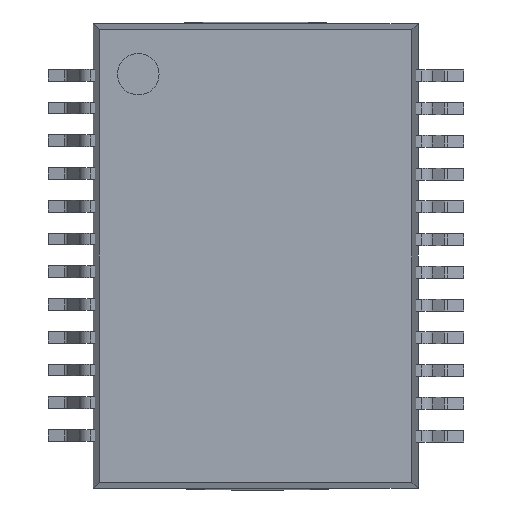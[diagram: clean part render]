
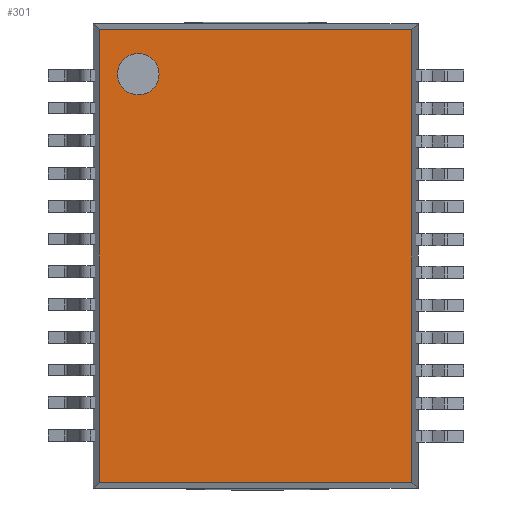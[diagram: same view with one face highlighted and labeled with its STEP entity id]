
A CAD part, front view. The second image highlights one B-rep face of the part: STEP entity #301.
In plain terms, the highlighted planar face has unit normal (0, -1, 0).
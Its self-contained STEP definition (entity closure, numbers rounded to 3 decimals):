
#105=DIRECTION('',(0.,0.,-1.));
#106=VECTOR('',#105,17.55);
#107=CARTESIAN_POINT('',(-6.06,0.,8.775));
#108=LINE('',#107,#106);
#109=DIRECTION('',(-1.,0.,0.));
#110=VECTOR('',#109,12.12);
#111=CARTESIAN_POINT('',(6.06,0.,8.775));
#112=LINE('',#111,#110);
#113=DIRECTION('',(0.,0.,1.));
#114=VECTOR('',#113,17.55);
#115=CARTESIAN_POINT('',(6.06,0.,-8.775));
#116=LINE('',#115,#114);
#117=DIRECTION('',(1.,0.,0.));
#118=VECTOR('',#117,12.12);
#119=CARTESIAN_POINT('',(-6.06,0.,-8.775));
#120=LINE('',#119,#118);
#121=CARTESIAN_POINT('',(-4.554,0.,7.051));
#122=DIRECTION('',(0.,-1.,0.));
#123=DIRECTION('',(0.,0.,-1.));
#124=AXIS2_PLACEMENT_3D('',#121,#122,#123);
#126=CARTESIAN_POINT('',(-4.554,0.,7.051));
#127=DIRECTION('',(0.,-1.,0.));
#128=DIRECTION('',(0.,0.,1.));
#129=AXIS2_PLACEMENT_3D('',#126,#127,#128);
#225=CARTESIAN_POINT('',(-6.06,0.,8.775));
#226=CARTESIAN_POINT('',(-6.06,0.,-8.775));
#227=VERTEX_POINT('',#225);
#228=VERTEX_POINT('',#226);
#229=CARTESIAN_POINT('',(6.06,0.,8.775));
#230=VERTEX_POINT('',#229);
#231=CARTESIAN_POINT('',(6.06,0.,-8.775));
#232=VERTEX_POINT('',#231);
#261=CARTESIAN_POINT('',(-4.554,0.,6.246));
#262=CARTESIAN_POINT('',(-4.554,0.,7.857));
#263=VERTEX_POINT('',#261);
#264=VERTEX_POINT('',#262);
#281=CARTESIAN_POINT('',(0.,0.,0.));
#282=DIRECTION('',(0.,1.,0.));
#283=DIRECTION('',(1.,0.,0.));
#284=AXIS2_PLACEMENT_3D('',#281,#282,#283);
#285=PLANE('',#284);
#287=ORIENTED_EDGE('',*,*,#286,.F.);
#289=ORIENTED_EDGE('',*,*,#288,.F.);
#291=ORIENTED_EDGE('',*,*,#290,.F.);
#293=ORIENTED_EDGE('',*,*,#292,.F.);
#294=EDGE_LOOP('',(#287,#289,#291,#293));
#295=FACE_OUTER_BOUND('',#294,.F.);
#297=ORIENTED_EDGE('',*,*,#296,.T.);
#298=ORIENTED_EDGE('',*,*,#270,.T.);
#299=EDGE_LOOP('',(#297,#298));
#300=FACE_BOUND('',#299,.F.);
#301=ADVANCED_FACE('',(#295,#300),#285,.F.);
#125=CIRCLE('',#124,0.805);
#130=CIRCLE('',#129,0.805);
#270=EDGE_CURVE('',#264,#263,#130,.T.);
#286=EDGE_CURVE('',#227,#228,#108,.T.);
#288=EDGE_CURVE('',#230,#227,#112,.T.);
#290=EDGE_CURVE('',#232,#230,#116,.T.);
#292=EDGE_CURVE('',#228,#232,#120,.T.);
#296=EDGE_CURVE('',#263,#264,#125,.T.);
